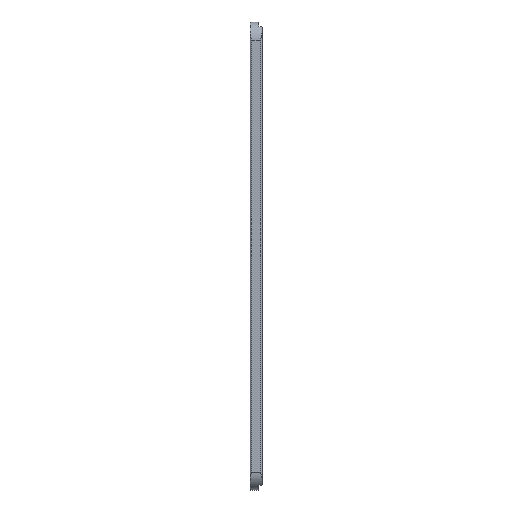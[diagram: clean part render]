
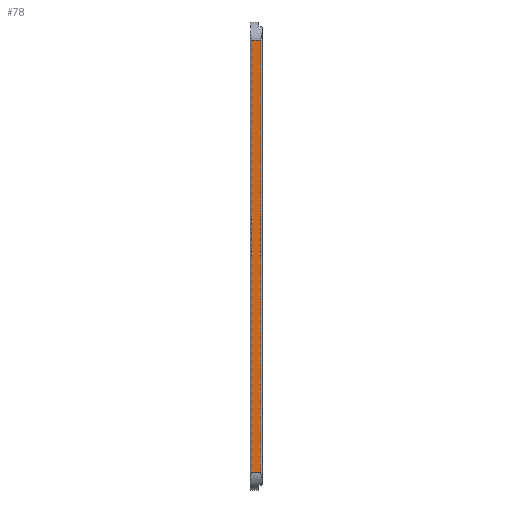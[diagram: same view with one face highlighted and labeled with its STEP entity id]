
A CAD part, front view. The second image highlights one B-rep face of the part: STEP entity #78.
In plain terms, the highlighted planar face has unit normal (0, -1, 0).
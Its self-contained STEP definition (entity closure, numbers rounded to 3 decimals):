
#9 = DIRECTION ( 'NONE',  ( 1., 0., 0. ) ) ;
#53 = EDGE_CURVE ( 'NONE', #1524, #475, #1593, .T. ) ;
#54 = ORIENTED_EDGE ( 'NONE', *, *, #1329, .F. ) ;
#71 = CARTESIAN_POINT ( 'NONE',  ( -1.5, -6., -156. ) ) ;
#76 = ORIENTED_EDGE ( 'NONE', *, *, #312, .T. ) ;
#78 = ADVANCED_FACE ( 'NONE', ( #191 ), #1620, .T. ) ;
#85 = VECTOR ( 'NONE', #1076, 1000. ) ;
#88 = CARTESIAN_POINT ( 'NONE',  ( 1.5, -6., -6. ) ) ;
#191 = FACE_OUTER_BOUND ( 'NONE', #596, .T. ) ;
#236 = ORIENTED_EDGE ( 'NONE', *, *, #671, .F. ) ;
#252 = LINE ( 'NONE', #1561, #935 ) ;
#312 = EDGE_CURVE ( 'NONE', #475, #944, #469, .T. ) ;
#431 = CARTESIAN_POINT ( 'NONE',  ( -1.5, -6., -6. ) ) ;
#443 = CARTESIAN_POINT ( 'NONE',  ( -1.5, -6., -156. ) ) ;
#446 = LINE ( 'NONE', #443, #1402 ) ;
#469 = LINE ( 'NONE', #1451, #85 ) ;
#475 = VERTEX_POINT ( 'NONE', #1452 ) ;
#580 = DIRECTION ( 'NONE',  ( 0., 0., 1. ) ) ;
#596 = EDGE_LOOP ( 'NONE', ( #770, #76, #236, #54 ) ) ;
#626 = DIRECTION ( 'NONE',  ( 0., 0., -1. ) ) ;
#653 = VERTEX_POINT ( 'NONE', #431 ) ;
#671 = EDGE_CURVE ( 'NONE', #653, #944, #252, .T. ) ;
#752 = DIRECTION ( 'NONE',  ( 1., 0., 0. ) ) ;
#770 = ORIENTED_EDGE ( 'NONE', *, *, #53, .T. ) ;
#935 = VECTOR ( 'NONE', #9, 1000. ) ;
#939 = VECTOR ( 'NONE', #752, 1000. ) ;
#944 = VERTEX_POINT ( 'NONE', #88 ) ;
#1076 = DIRECTION ( 'NONE',  ( 0., 0., 1. ) ) ;
#1130 = CARTESIAN_POINT ( 'NONE',  ( -1.5, -6., -150. ) ) ;
#1274 = AXIS2_PLACEMENT_3D ( 'NONE', #71, #1378, #626 ) ;
#1329 = EDGE_CURVE ( 'NONE', #1524, #653, #446, .T. ) ;
#1378 = DIRECTION ( 'NONE',  ( 0., -1., 0. ) ) ;
#1402 = VECTOR ( 'NONE', #580, 1000. ) ;
#1451 = CARTESIAN_POINT ( 'NONE',  ( 1.5, -6., -156. ) ) ;
#1452 = CARTESIAN_POINT ( 'NONE',  ( 1.5, -6., -150. ) ) ;
#1484 = CARTESIAN_POINT ( 'NONE',  ( -2., -6., -150. ) ) ;
#1524 = VERTEX_POINT ( 'NONE', #1130 ) ;
#1561 = CARTESIAN_POINT ( 'NONE',  ( -2., -6., -6. ) ) ;
#1593 = LINE ( 'NONE', #1484, #939 ) ;
#1620 = PLANE ( 'NONE',  #1274 ) ;
